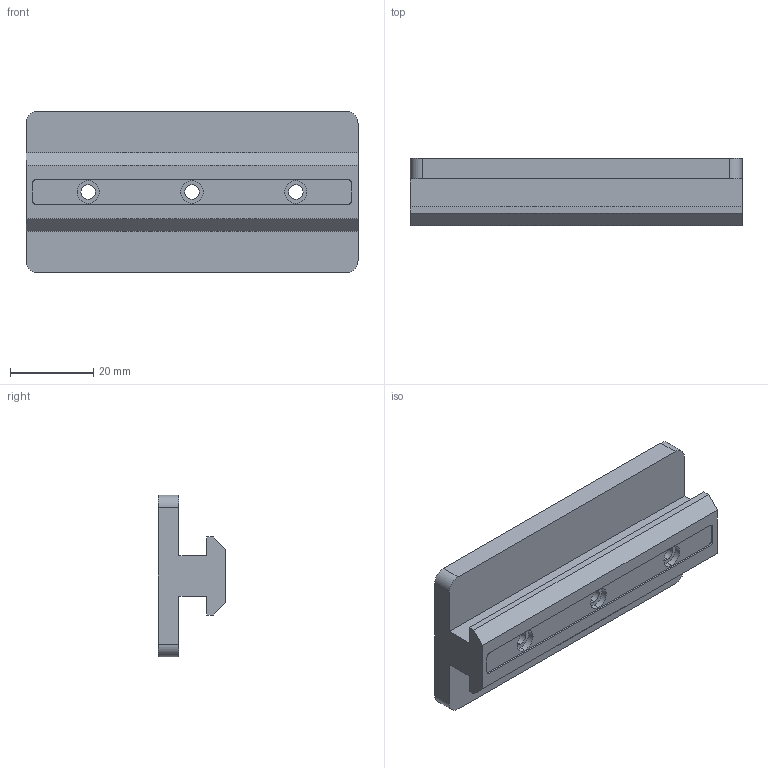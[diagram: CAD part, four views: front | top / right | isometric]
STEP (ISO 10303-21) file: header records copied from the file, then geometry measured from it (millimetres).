
FILE_DESCRIPTION (( 'STEP AP203' ), '1' );
FILE_NAME ('412530329_c_1.STEP', '2022-10-09T04:50:39', ( '' ), ( '' ), 'SwSTEP 2.0', 'SolidWorks 2014', '' );
FILE_SCHEMA (( 'CONFIG_CONTROL_DESIGN' ));
Length unit declared in the file: millimetre
Products named in the file (1): 412530329_c_1
Bounding box: 80 x 16.3 x 39 mm (x, y, z)
Volume: 26206.4 mm3; surface area: 11241.2 mm2
Topology: 1 solids, 1 shells, 53 faces, 132 edges, 88 vertices
Faces by surface type: plane 27, cylinder 26
Entity records: 1687 total; most frequent: DIRECTION 292, CARTESIAN_POINT 274, ORIENTED_EDGE 264, EDGE_CURVE 132, AXIS2_PLACEMENT_3D 106, VERTEX_POINT 88, LINE 80, VECTOR 80
